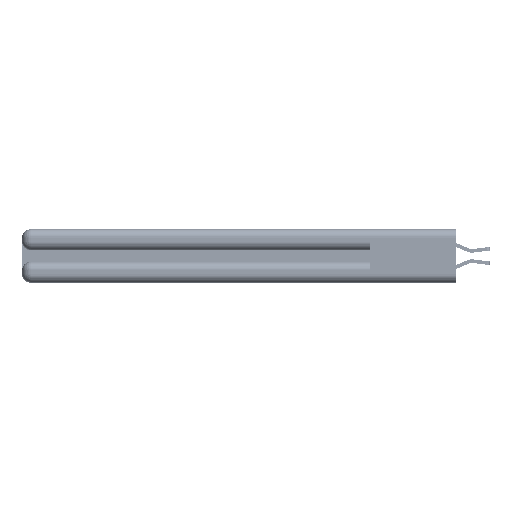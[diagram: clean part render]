
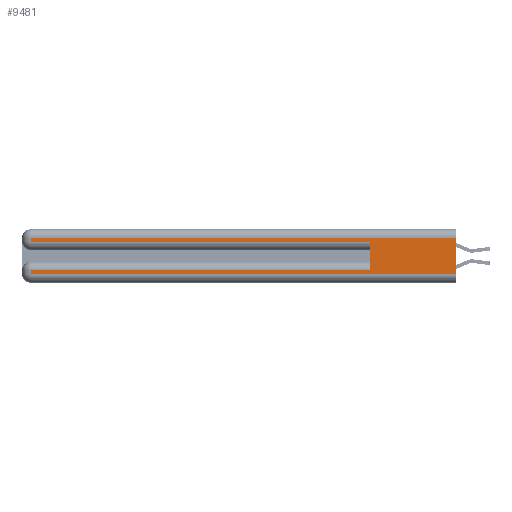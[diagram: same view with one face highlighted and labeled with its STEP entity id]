
A CAD part, left-side view. The second image highlights one B-rep face of the part: STEP entity #9481.
In plain terms, the highlighted planar face has unit normal (-1, 0, 0).
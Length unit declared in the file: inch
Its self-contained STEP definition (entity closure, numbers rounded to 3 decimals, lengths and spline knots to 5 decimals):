
#586 = EDGE_CURVE ( 'NONE', #8837, #14564, #31525, .T. ) ;
#1108 = CARTESIAN_POINT ( 'NONE',  ( 0., 2.94, 0.31 ) ) ;
#1510 = DIRECTION ( 'NONE',  ( 0., 0., -1. ) ) ;
#1658 = VECTOR ( 'NONE', #41236, 39.37008 ) ;
#2072 = PLANE ( 'NONE',  #25304 ) ;
#2115 = ORIENTED_EDGE ( 'NONE', *, *, #27914, .F. ) ;
#2467 = DIRECTION ( 'NONE',  ( 0., 1., 0. ) ) ;
#2812 = CARTESIAN_POINT ( 'NONE',  ( 0., 0.6, 0.085 ) ) ;
#3444 = ORIENTED_EDGE ( 'NONE', *, *, #42341, .T. ) ;
#3793 = CARTESIAN_POINT ( 'NONE',  ( 0., 0., 0.31 ) ) ;
#4472 = LINE ( 'NONE', #3793, #30889 ) ;
#5669 = VECTOR ( 'NONE', #16951, 39.37008 ) ;
#6381 = CARTESIAN_POINT ( 'NONE',  ( 0., 0.6, 0.285 ) ) ;
#6887 = VERTEX_POINT ( 'NONE', #2812 ) ;
#8154 = DIRECTION ( 'NONE',  ( 1., 0., 0. ) ) ;
#8616 = CARTESIAN_POINT ( 'NONE',  ( 0., 0., 0.37 ) ) ;
#8837 = VERTEX_POINT ( 'NONE', #32044 ) ;
#9481 = ADVANCED_FACE ( 'NONE', ( #18672 ), #2072, .F. ) ;
#11254 = ORIENTED_EDGE ( 'NONE', *, *, #12120, .T. ) ;
#12120 = EDGE_CURVE ( 'NONE', #39685, #17676, #36981, .T. ) ;
#12351 = VECTOR ( 'NONE', #2467, 39.37008 ) ;
#12761 = EDGE_CURVE ( 'NONE', #17676, #14564, #16291, .T. ) ;
#12813 = CARTESIAN_POINT ( 'NONE',  ( 0., 2.94, 0.085 ) ) ;
#12847 = CARTESIAN_POINT ( 'NONE',  ( 0., 0., 0.285 ) ) ;
#13414 = LINE ( 'NONE', #42879, #12351 ) ;
#13825 = EDGE_CURVE ( 'NONE', #31090, #29612, #37391, .T. ) ;
#14564 = VERTEX_POINT ( 'NONE', #31195 ) ;
#14687 = ORIENTED_EDGE ( 'NONE', *, *, #12761, .T. ) ;
#15265 = VECTOR ( 'NONE', #1510, 39.37008 ) ;
#15616 = CARTESIAN_POINT ( 'NONE',  ( 0., 2.94, 0.285 ) ) ;
#16291 = LINE ( 'NONE', #20541, #32744 ) ;
#16951 = DIRECTION ( 'NONE',  ( 0., -1., 0. ) ) ;
#17676 = VERTEX_POINT ( 'NONE', #32399 ) ;
#18672 = FACE_OUTER_BOUND ( 'NONE', #40298, .T. ) ;
#20541 = CARTESIAN_POINT ( 'NONE',  ( 0., 0., 0.06 ) ) ;
#21051 = CARTESIAN_POINT ( 'NONE',  ( 0., 2.94, 0.37 ) ) ;
#23018 = VECTOR ( 'NONE', #30247, 39.37008 ) ;
#23082 = EDGE_CURVE ( 'NONE', #25600, #31090, #28499, .T. ) ;
#24244 = CARTESIAN_POINT ( 'NONE',  ( 0., 0.6, 0.145 ) ) ;
#24695 = DIRECTION ( 'NONE',  ( 0., 0., 1. ) ) ;
#25304 = AXIS2_PLACEMENT_3D ( 'NONE', #8616, #8154, #25628 ) ;
#25600 = VERTEX_POINT ( 'NONE', #1108 ) ;
#25628 = DIRECTION ( 'NONE',  ( 0., 0., -1. ) ) ;
#27366 = CARTESIAN_POINT ( 'NONE',  ( 0., 0., 0.37 ) ) ;
#27914 = EDGE_CURVE ( 'NONE', #6887, #29612, #28094, .T. ) ;
#28094 = LINE ( 'NONE', #24244, #39734 ) ;
#28499 = LINE ( 'NONE', #21051, #15265 ) ;
#29612 = VERTEX_POINT ( 'NONE', #6381 ) ;
#30247 = DIRECTION ( 'NONE',  ( 0., 0., -1. ) ) ;
#30889 = VECTOR ( 'NONE', #34198, 39.37008 ) ;
#31090 = VERTEX_POINT ( 'NONE', #15616 ) ;
#31195 = CARTESIAN_POINT ( 'NONE',  ( 0., 0., 0.06 ) ) ;
#31525 = LINE ( 'NONE', #27366, #23018 ) ;
#32044 = CARTESIAN_POINT ( 'NONE',  ( 0., 0., 0.31 ) ) ;
#32399 = CARTESIAN_POINT ( 'NONE',  ( 0., 2.94, 0.06 ) ) ;
#32744 = VECTOR ( 'NONE', #33916, 39.37008 ) ;
#33646 = ORIENTED_EDGE ( 'NONE', *, *, #586, .F. ) ;
#33916 = DIRECTION ( 'NONE',  ( 0., -1., 0. ) ) ;
#34198 = DIRECTION ( 'NONE',  ( 0., 1., 0. ) ) ;
#34293 = ORIENTED_EDGE ( 'NONE', *, *, #41970, .T. ) ;
#36981 = LINE ( 'NONE', #41696, #1658 ) ;
#37391 = LINE ( 'NONE', #12847, #5669 ) ;
#39685 = VERTEX_POINT ( 'NONE', #12813 ) ;
#39734 = VECTOR ( 'NONE', #24695, 39.37008 ) ;
#40298 = EDGE_LOOP ( 'NONE', ( #33646, #34293, #43023, #43312, #2115, #3444, #11254, #14687 ) ) ;
#41236 = DIRECTION ( 'NONE',  ( 0., 0., -1. ) ) ;
#41696 = CARTESIAN_POINT ( 'NONE',  ( 0., 2.94, 0.37 ) ) ;
#41970 = EDGE_CURVE ( 'NONE', #8837, #25600, #4472, .T. ) ;
#42341 = EDGE_CURVE ( 'NONE', #6887, #39685, #13414, .T. ) ;
#42879 = CARTESIAN_POINT ( 'NONE',  ( 0., 0., 0.085 ) ) ;
#43023 = ORIENTED_EDGE ( 'NONE', *, *, #23082, .T. ) ;
#43312 = ORIENTED_EDGE ( 'NONE', *, *, #13825, .T. ) ;
